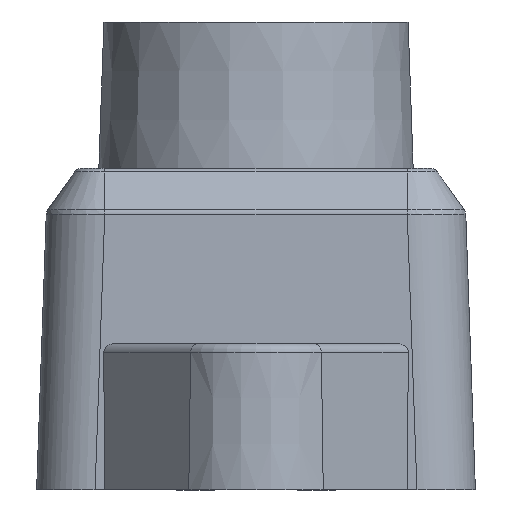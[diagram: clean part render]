
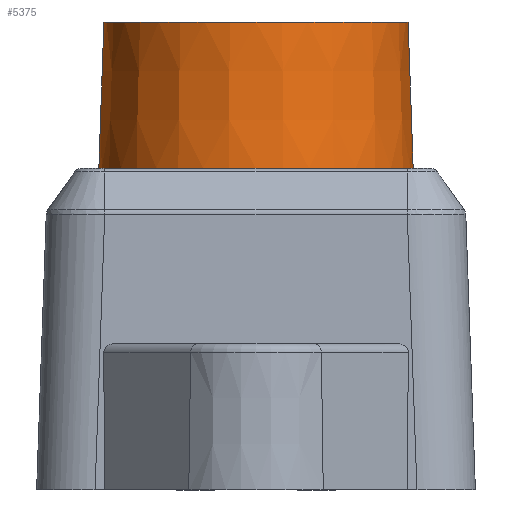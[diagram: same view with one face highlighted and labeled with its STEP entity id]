
A CAD part, left-side view. The second image highlights one B-rep face of the part: STEP entity #5375.
In plain terms, the highlighted conical face has half-angle 2 degrees and reference radius 5.287 mm.
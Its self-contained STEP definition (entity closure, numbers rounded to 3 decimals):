
#1806=CARTESIAN_POINT('',(-5.,0.,11.));
#1807=DIRECTION('',(0.,0.,-1.));
#1808=DIRECTION('',(0.976,-0.216,0.));
#1809=AXIS2_PLACEMENT_3D('',#1806,#1807,#1808);
#1811=CARTESIAN_POINT('',(-5.,0.,16.));
#1812=DIRECTION('',(0.,0.,1.));
#1813=DIRECTION('',(0.982,0.19,0.));
#1814=AXIS2_PLACEMENT_3D('',#1811,#1812,#1813);
#1816=CARTESIAN_POINT('',(0.247,-1.163,11.));
#1817=CARTESIAN_POINT('',(0.231,-1.144,
11.562));
#1818=CARTESIAN_POINT('',(0.2,-1.105,
12.681));
#1819=CARTESIAN_POINT('',(0.153,-1.046,
14.348));
#1820=CARTESIAN_POINT('',(0.121,-1.008,
15.451));
#1821=CARTESIAN_POINT('',(0.105,-0.989,16.));
#1823=CARTESIAN_POINT('',(0.247,1.163,11.));
#1824=CARTESIAN_POINT('',(0.231,1.144,11.562));
#1825=CARTESIAN_POINT('',(0.2,1.105,12.681));
#1826=CARTESIAN_POINT('',(0.153,1.046,14.348));
#1827=CARTESIAN_POINT('',(0.121,1.008,15.451));
#1828=CARTESIAN_POINT('',(0.105,0.989,16.));
#2175=CARTESIAN_POINT('',(0.247,-1.163,11.));
#2177=VERTEX_POINT('',#2175);
#2178=CARTESIAN_POINT('',(0.247,1.163,11.));
#2180=VERTEX_POINT('',#2178);
#2183=CARTESIAN_POINT('',(0.105,-0.989,16.));
#2185=VERTEX_POINT('',#2183);
#2186=CARTESIAN_POINT('',(0.105,0.989,16.));
#2188=VERTEX_POINT('',#2186);
#5363=CARTESIAN_POINT('',(-5.,0.,13.5));
#5364=DIRECTION('',(0.,0.,-1.));
#5365=DIRECTION('',(1.,0.,0.));
#5366=AXIS2_PLACEMENT_3D('',#5363,#5364,#5365);
#5367=CONICAL_SURFACE('',#5366,5.287,2.);
#5368=ORIENTED_EDGE('',*,*,#4702,.T.);
#5370=ORIENTED_EDGE('',*,*,#5369,.T.);
#5371=ORIENTED_EDGE('',*,*,#5343,.T.);
#5372=ORIENTED_EDGE('',*,*,#5358,.F.);
#5373=EDGE_LOOP('',(#5368,#5370,#5371,#5372));
#5374=FACE_OUTER_BOUND('',#5373,.F.);
#5375=ADVANCED_FACE('',(#5374),#5367,.T.);
#1810=CIRCLE('',#1809,5.375);
#1815=CIRCLE('',#1814,5.2);
#1822=B_SPLINE_CURVE_WITH_KNOTS('',3,(#1816,#1817,#1818,#1819,#1820,#1821),
.UNSPECIFIED.,.F.,.F.,(4,1,1,4),(0.,0.333,0.667,1.),
.UNSPECIFIED.);
#1829=B_SPLINE_CURVE_WITH_KNOTS('',3,(#1823,#1824,#1825,#1826,#1827,#1828),
.UNSPECIFIED.,.F.,.F.,(4,1,1,4),(0.,0.333,0.667,1.),
.UNSPECIFIED.);
#4702=EDGE_CURVE('',#2177,#2180,#1810,.T.);
#5343=EDGE_CURVE('',#2188,#2185,#1815,.T.);
#5358=EDGE_CURVE('',#2177,#2185,#1822,.T.);
#5369=EDGE_CURVE('',#2180,#2188,#1829,.T.);
